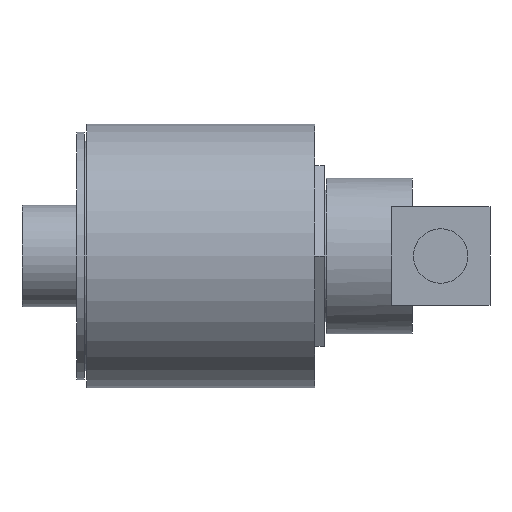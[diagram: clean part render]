
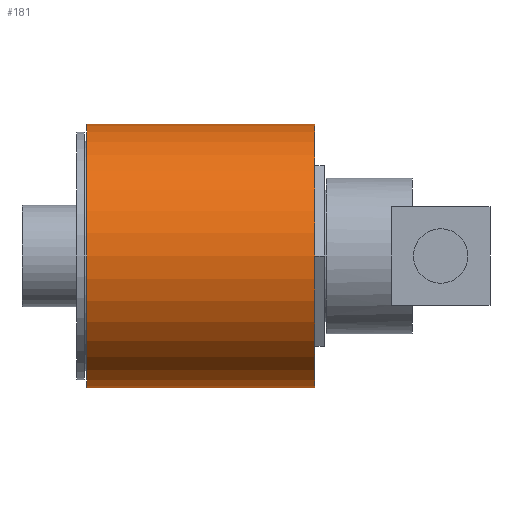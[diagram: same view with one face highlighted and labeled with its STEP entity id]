
A CAD part, left-side view. The second image highlights one B-rep face of the part: STEP entity #181.
In plain terms, the highlighted cylindrical face has radius 25.4 mm (diameter 50.8 mm), a partial arc.
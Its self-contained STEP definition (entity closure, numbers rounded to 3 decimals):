
#29 = EDGE_CURVE ( 'NONE', #1574, #1460, #917, .T. ) ;
#129 = VECTOR ( 'NONE', #518, 1000. ) ;
#181 = ADVANCED_FACE ( 'NONE', ( #1384 ), #1089, .T. ) ;
#188 = CARTESIAN_POINT ( 'NONE',  ( 0., 9.4, 25.4 ) ) ;
#191 = CARTESIAN_POINT ( 'NONE',  ( 0., 53.32, -25.4 ) ) ;
#199 = CARTESIAN_POINT ( 'NONE',  ( 0., 9.4, 0. ) ) ;
#234 = CIRCLE ( 'NONE', #509, 25.4 ) ;
#241 = DIRECTION ( 'NONE',  ( 0., -1., 0. ) ) ;
#275 = DIRECTION ( 'NONE',  ( 0., 0., 1. ) ) ;
#282 = DIRECTION ( 'NONE',  ( 0., 1., 0. ) ) ;
#318 = EDGE_CURVE ( 'NONE', #1574, #1153, #234, .T. ) ;
#421 = EDGE_CURVE ( 'NONE', #1460, #944, #794, .T. ) ;
#509 = AXIS2_PLACEMENT_3D ( 'NONE', #1467, #282, #275 ) ;
#515 = AXIS2_PLACEMENT_3D ( 'NONE', #199, #1048, #1537 ) ;
#518 = DIRECTION ( 'NONE',  ( 0., -1., 0. ) ) ;
#581 = DIRECTION ( 'NONE',  ( 0., 0., -1. ) ) ;
#628 = LINE ( 'NONE', #1256, #129 ) ;
#659 = CARTESIAN_POINT ( 'NONE',  ( 0., 53.32, -25.4 ) ) ;
#669 = AXIS2_PLACEMENT_3D ( 'NONE', #841, #241, #581 ) ;
#736 = CARTESIAN_POINT ( 'NONE',  ( 0., 9.4, -25.4 ) ) ;
#794 = CIRCLE ( 'NONE', #515, 25.4 ) ;
#807 = CARTESIAN_POINT ( 'NONE',  ( 0., 53.32, 25.4 ) ) ;
#838 = ORIENTED_EDGE ( 'NONE', *, *, #1395, .F. ) ;
#841 = CARTESIAN_POINT ( 'NONE',  ( 0., 53.32, 0. ) ) ;
#917 = LINE ( 'NONE', #659, #1139 ) ;
#931 = ORIENTED_EDGE ( 'NONE', *, *, #29, .T. ) ;
#944 = VERTEX_POINT ( 'NONE', #188 ) ;
#1048 = DIRECTION ( 'NONE',  ( 0., 1., 0. ) ) ;
#1089 = CYLINDRICAL_SURFACE ( 'NONE', #669, 25.4 ) ;
#1139 = VECTOR ( 'NONE', #1414, 1000. ) ;
#1153 = VERTEX_POINT ( 'NONE', #807 ) ;
#1183 = ORIENTED_EDGE ( 'NONE', *, *, #421, .T. ) ;
#1256 = CARTESIAN_POINT ( 'NONE',  ( 0., 53.32, 25.4 ) ) ;
#1384 = FACE_OUTER_BOUND ( 'NONE', #1417, .T. ) ;
#1395 = EDGE_CURVE ( 'NONE', #1153, #944, #628, .T. ) ;
#1414 = DIRECTION ( 'NONE',  ( 0., -1., 0. ) ) ;
#1417 = EDGE_LOOP ( 'NONE', ( #838, #1474, #931, #1183 ) ) ;
#1460 = VERTEX_POINT ( 'NONE', #736 ) ;
#1467 = CARTESIAN_POINT ( 'NONE',  ( 0., 53.32, 0. ) ) ;
#1474 = ORIENTED_EDGE ( 'NONE', *, *, #318, .F. ) ;
#1537 = DIRECTION ( 'NONE',  ( 0., 0., 1. ) ) ;
#1574 = VERTEX_POINT ( 'NONE', #191 ) ;
